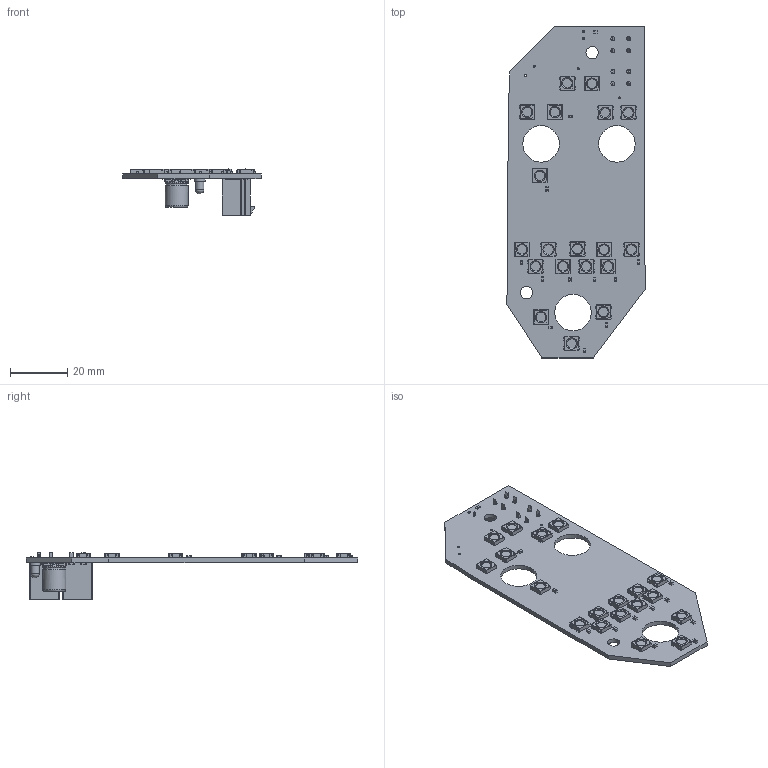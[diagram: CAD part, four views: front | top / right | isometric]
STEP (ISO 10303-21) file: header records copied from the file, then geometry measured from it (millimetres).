
FILE_DESCRIPTION(('KiCad electronic assembly'),'2;1');
FILE_NAME('APU ENG CRANK PANEL.step','2023-05-01T05:07:46',('Pcbnew'),( 'Kicad'),'Open CASCADE STEP processor 7.6','KiCad to STEP converter' ,'Unknown');
FILE_SCHEMA(('AUTOMOTIVE_DESIGN { 1 0 10303 214 1 1 1 1 }'));
Length unit declared in the file: millimetre
Products named in the file (14): APU ENG CRANK PANEL 1; LED_WS2812B_PLCC4_5.0x5.0mm_P3.2mm; SOLID; R_0603_1608Metric; C_0603_1608Metric; Molex_Mini-Fit_Jr_5566-04A_2x02_P4.20mm_Vertical; CP_Elec_8x10; LED_D3.0mm_GREEN; _autosave-APU ENG CRANK PANEL PCB
Assembly tree (42 placements, depth 3):
  APU ENG CRANK PANEL 1
    LED_WS2812B_PLCC4_5.0x5.0mm_P3.2mm  x19
      SOLID
    R_0603_1608Metric
      SOLID
    C_0603_1608Metric  x11
      SOLID
    Molex_Mini-Fit_Jr_5566-04A_2x02_P4.20mm_Vertical  x2
      SOLID
    CP_Elec_8x10
      SOLID
    LED_D3.0mm_GREEN
      SOLID
    _autosave-APU ENG CRANK PANEL PCB
Bounding box: 48.11 x 115.62 x 16.3 mm (x, y, z)
Volume: 9996.7 mm3; surface area: 15120 mm2
Topology: 36 solids, 36 shells, 1970 faces, 5585 edges, 3678 vertices
Faces by surface type: plane 1352, cylinder 591, cone 19, torus 4, bspline 2, revolution 1, sphere 1
Full cylindrical faces by diameter (mm): 0.7 x4, 0.9 x2, 1.4 x8, 3 x1, 3.333 x19, 4.3 x2, 8 x2, 12.7 x3
Entity records: 24918 total; most frequent: CARTESIAN_POINT 4881, DIRECTION 3511, LINE 2394, VECTOR 2394, ORIENTED_EDGE 1810, PCURVE 1810, DEFINITIONAL_REPRESENTATION 1810, EDGE_CURVE 905
